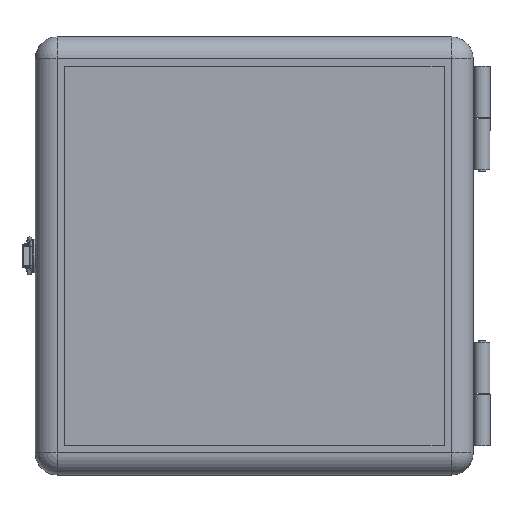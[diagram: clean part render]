
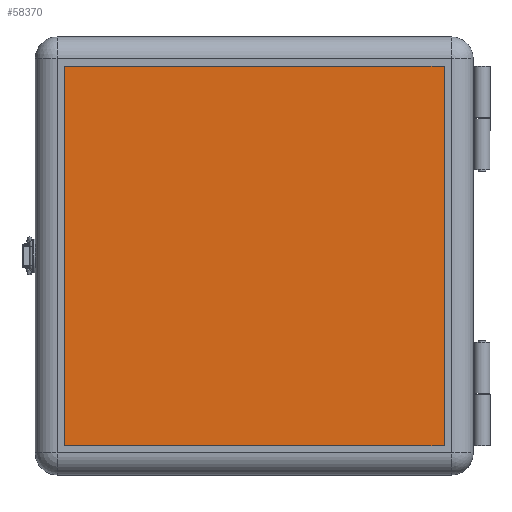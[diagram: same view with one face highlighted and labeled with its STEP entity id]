
A CAD part, top view. The second image highlights one B-rep face of the part: STEP entity #58370.
In plain terms, the highlighted face is planar.
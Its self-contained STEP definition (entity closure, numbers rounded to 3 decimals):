
#25410 = CARTESIAN_POINT ( 'NONE',  ( -130., 130., 0. ) ) ;
#25414 = CARTESIAN_POINT ( 'NONE',  ( -130., -130., 0. ) ) ;
#25415 = CARTESIAN_POINT ( 'NONE',  ( 130., 130., 0. ) ) ;
#25434 = CARTESIAN_POINT ( 'NONE',  ( 130., -130., 0. ) ) ;
#26058 = VECTOR ( 'NONE', #27801, 1000. ) ;
#26063 = VECTOR ( 'NONE', #27812, 1000. ) ;
#26065 = VECTOR ( 'NONE', #27819, 1000. ) ;
#26068 = VECTOR ( 'NONE', #27827, 1000. ) ;
#27789 = LINE ( 'NONE', #27799, #26058 ) ;
#27799 = CARTESIAN_POINT ( 'NONE',  ( -130., -133.5, 0. ) ) ;
#27801 = DIRECTION ( 'NONE',  ( 0., -1., 0. ) ) ;
#27810 = LINE ( 'NONE', #27811, #26063 ) ;
#27811 = CARTESIAN_POINT ( 'NONE',  ( -133.5, 130., 0. ) ) ;
#27812 = DIRECTION ( 'NONE',  ( -1., 0., 0. ) ) ;
#27816 = LINE ( 'NONE', #27818, #26065 ) ;
#27818 = CARTESIAN_POINT ( 'NONE',  ( -133.5, -130., 0. ) ) ;
#27819 = DIRECTION ( 'NONE',  ( 1., 0., 0. ) ) ;
#27825 = LINE ( 'NONE', #27826, #26068 ) ;
#27826 = CARTESIAN_POINT ( 'NONE',  ( 130., -133.5, 0. ) ) ;
#27827 = DIRECTION ( 'NONE',  ( 0., 1., 0. ) ) ;
#38828 = AXIS2_PLACEMENT_3D ( 'NONE', #41136, #41156, #41158 ) ;
#41136 = CARTESIAN_POINT ( 'NONE',  ( -133.5, -133.5, 0. ) ) ;
#41151 = FACE_OUTER_BOUND ( 'NONE', #48528, .T. ) ;
#41153 = PLANE ( 'NONE',  #38828 ) ;
#41156 = DIRECTION ( 'NONE',  ( 0., 0., 1. ) ) ;
#41158 = DIRECTION ( 'NONE',  ( 1., 0., 0. ) ) ;
#48528 = EDGE_LOOP ( 'NONE', ( #51937, #51938, #51939, #51940 ) ) ;
#51937 = ORIENTED_EDGE ( 'NONE', *, *, #55483, .F. ) ;
#51938 = ORIENTED_EDGE ( 'NONE', *, *, #55487, .F. ) ;
#51939 = ORIENTED_EDGE ( 'NONE', *, *, #55492, .F. ) ;
#51940 = ORIENTED_EDGE ( 'NONE', *, *, #55489, .F. ) ;
#53666 = VERTEX_POINT ( 'NONE', #25410 ) ;
#53670 = VERTEX_POINT ( 'NONE', #25414 ) ;
#53671 = VERTEX_POINT ( 'NONE', #25415 ) ;
#53690 = VERTEX_POINT ( 'NONE', #25434 ) ;
#55483 = EDGE_CURVE ( 'NONE', #53666, #53670, #27789, .T. ) ;
#55487 = EDGE_CURVE ( 'NONE', #53671, #53666, #27810, .T. ) ;
#55489 = EDGE_CURVE ( 'NONE', #53670, #53690, #27816, .T. ) ;
#55492 = EDGE_CURVE ( 'NONE', #53690, #53671, #27825, .T. ) ;
#58370 = ADVANCED_FACE ( 'NONE', ( #41151 ), #41153, .F. ) ;
